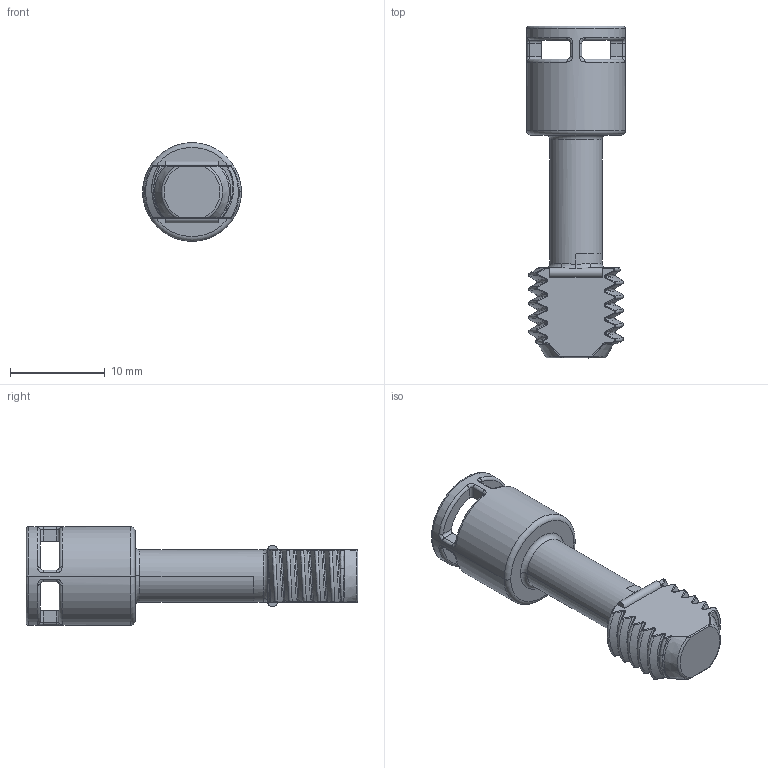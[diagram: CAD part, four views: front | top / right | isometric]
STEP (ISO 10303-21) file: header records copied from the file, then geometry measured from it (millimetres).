
FILE_DESCRIPTION((''),'2;1');
FILE_NAME('SLS35','2006-05-08T',('mika_leppanen'),(''),'PRO/ENGINEER BY PARAMETRIC TECHNOLOGY CORPORATION, 2005110','PRO/ENGINEER BY PARAMETRIC TECHNOLOGY CORPORATION, 2005110','');
FILE_SCHEMA(('AUTOMOTIVE_DESIGN_CC2 { 1 2 10303 214 -1 1 5 2 }'));
Length unit declared in the file: millimetre
Products named in the file (1): SLS35
Bounding box: 10.4 x 35 x 10.4 mm (x, y, z)
Volume: 1415.9 mm3; surface area: 1303.5 mm2
Topology: 1 solids, 1 shells, 336 faces, 822 edges, 486 vertices
Faces by surface type: bspline 222, cylinder 44, plane 38, torus 26, cone 6
Entity records: 29881 total; most frequent: CARTESIAN_POINT 20823, ORIENTED_EDGE 1644, DIRECTION 894, PRESENTATION_STYLE_ASSIGNMENT 823, STYLED_ITEM 823, CURVE_STYLE 822, EDGE_CURVE 822, VERTEX_POINT 486
